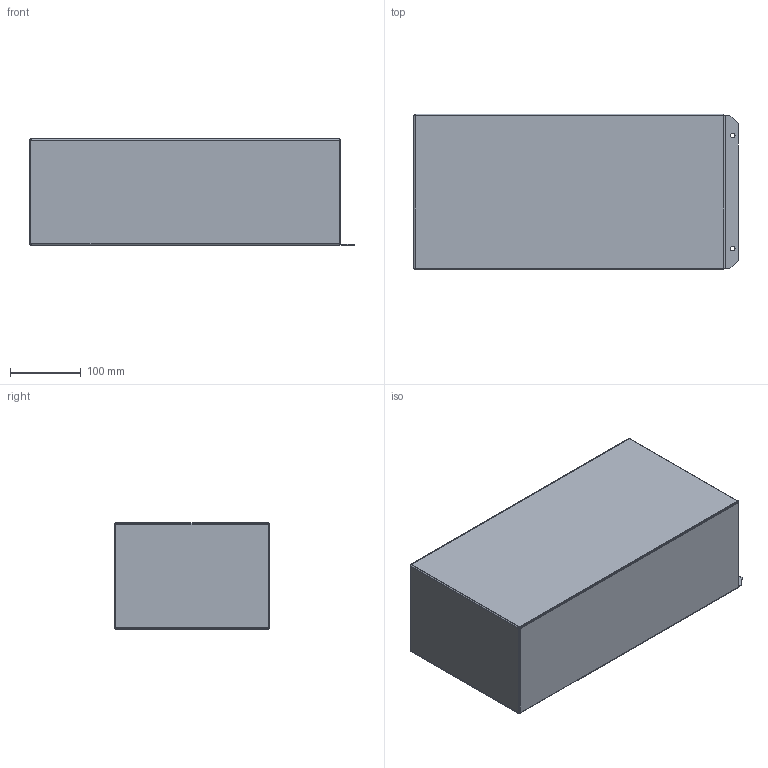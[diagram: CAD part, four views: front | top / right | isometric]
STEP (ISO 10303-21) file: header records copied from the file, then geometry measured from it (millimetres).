
FILE_DESCRIPTION(/* description */ (''),/* implementation_level */ '2;1');
FILE_NAME(/* name */ 'chassis_carter_moteur.stp',/* time_stamp */ '2021-03-29T18:35:49+02:00',/* author */ ('Utilisateur'),/* organization */ (''),/* preprocessor_version */ 'ST-DEVELOPER v16.5',/* originating_system */ 'Autodesk Inventor 2017',/* authorisation */ '');
FILE_SCHEMA (('AUTOMOTIVE_DESIGN { 1 0 10303 214 3 1 1 }'));
Length unit declared in the file: millimetre
Products named in the file (1): chassis_carter_moteur
Bounding box: 459 x 220 x 150 mm (x, y, z)
Volume: 303295.2 mm3; surface area: 609194.2 mm2
Topology: 1 solids, 1 shells, 82 faces, 176 edges, 96 vertices
Faces by surface type: plane 60, cylinder 18, bspline 4
Full cylindrical faces by diameter (mm): 6.5 x2
Entity records: 2228 total; most frequent: CARTESIAN_POINT 441, DIRECTION 368, ORIENTED_EDGE 348, EDGE_CURVE 174, LINE 138, VECTOR 138, AXIS2_PLACEMENT_3D 115, VERTEX_POINT 96
